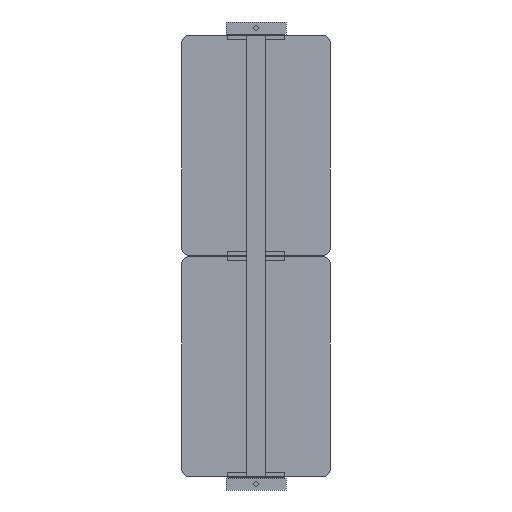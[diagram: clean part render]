
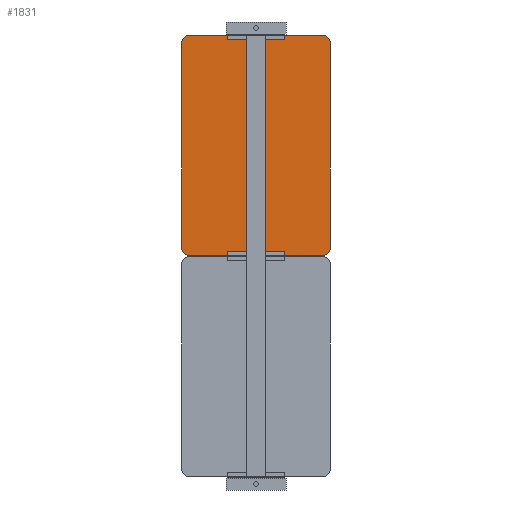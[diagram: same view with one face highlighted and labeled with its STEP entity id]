
A CAD part, front view. The second image highlights one B-rep face of the part: STEP entity #1831.
In plain terms, the highlighted planar face has unit normal (0, -1, 0).
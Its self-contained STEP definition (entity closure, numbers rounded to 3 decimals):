
#90=PLANE('',#2002);
#188=FACE_OUTER_BOUND('',#299,.T.);
#299=EDGE_LOOP('',(#1529,#1530,#1531,#1532,#1533,#1534,#1535,#1536));
#455=LINE('',#2951,#658);
#460=LINE('',#2964,#663);
#461=LINE('',#2966,#664);
#462=LINE('',#2969,#665);
#658=VECTOR('',#2367,10.);
#663=VECTOR('',#2382,10.);
#664=VECTOR('',#2383,10.);
#665=VECTOR('',#2386,10.);
#777=CIRCLE('',#1992,30.);
#781=CIRCLE('',#1999,30.);
#782=CIRCLE('',#2001,30.);
#783=CIRCLE('',#2003,30.);
#896=VERTEX_POINT('',#2930);
#897=VERTEX_POINT('',#2932);
#904=VERTEX_POINT('',#2950);
#905=VERTEX_POINT('',#2954);
#906=VERTEX_POINT('',#2958);
#907=VERTEX_POINT('',#2959);
#908=VERTEX_POINT('',#2965);
#909=VERTEX_POINT('',#2967);
#1113=EDGE_CURVE('',#896,#897,#777,.T.);
#1122=EDGE_CURVE('',#904,#897,#455,.T.);
#1124=EDGE_CURVE('',#904,#905,#781,.T.);
#1126=EDGE_CURVE('',#906,#907,#782,.T.);
#1129=EDGE_CURVE('',#907,#896,#460,.T.);
#1130=EDGE_CURVE('',#908,#906,#461,.T.);
#1131=EDGE_CURVE('',#909,#908,#783,.T.);
#1132=EDGE_CURVE('',#909,#905,#462,.T.);
#1529=ORIENTED_EDGE('',*,*,#1113,.F.);
#1530=ORIENTED_EDGE('',*,*,#1129,.F.);
#1531=ORIENTED_EDGE('',*,*,#1126,.F.);
#1532=ORIENTED_EDGE('',*,*,#1130,.F.);
#1533=ORIENTED_EDGE('',*,*,#1131,.F.);
#1534=ORIENTED_EDGE('',*,*,#1132,.T.);
#1535=ORIENTED_EDGE('',*,*,#1124,.F.);
#1536=ORIENTED_EDGE('',*,*,#1122,.T.);
#1831=ADVANCED_FACE('',(#188),#90,.T.);
#1992=AXIS2_PLACEMENT_3D('',#2933,#2350,#2351);
#1999=AXIS2_PLACEMENT_3D('',#2955,#2371,#2372);
#2001=AXIS2_PLACEMENT_3D('',#2960,#2376,#2377);
#2002=AXIS2_PLACEMENT_3D('',#2963,#2380,#2381);
#2003=AXIS2_PLACEMENT_3D('',#2968,#2384,#2385);
#2350=DIRECTION('center_axis',(0.,1.,0.));
#2351=DIRECTION('ref_axis',(-0.707,0.,-0.707));
#2367=DIRECTION('',(0.,0.,-1.));
#2371=DIRECTION('center_axis',(0.,1.,0.));
#2372=DIRECTION('ref_axis',(-0.707,0.,0.707));
#2376=DIRECTION('center_axis',(0.,1.,0.));
#2377=DIRECTION('ref_axis',(0.707,0.,-0.707));
#2380=DIRECTION('center_axis',(0.,-1.,0.));
#2381=DIRECTION('ref_axis',(-1.,0.,0.));
#2382=DIRECTION('',(-1.,0.,0.));
#2383=DIRECTION('',(0.,0.,-1.));
#2384=DIRECTION('center_axis',(0.,1.,0.));
#2385=DIRECTION('ref_axis',(0.707,0.,0.707));
#2386=DIRECTION('',(-1.,0.,0.));
#2930=CARTESIAN_POINT('',(-280.,394.,2.7));
#2932=CARTESIAN_POINT('',(-310.,394.,32.7));
#2933=CARTESIAN_POINT('Origin',(-280.,394.,32.7));
#2950=CARTESIAN_POINT('',(-310.,394.,888.5));
#2951=CARTESIAN_POINT('',(-310.,394.,918.5));
#2954=CARTESIAN_POINT('',(-280.,394.,918.5));
#2955=CARTESIAN_POINT('Origin',(-280.,394.,888.5));
#2958=CARTESIAN_POINT('',(310.,394.,32.7));
#2959=CARTESIAN_POINT('',(280.,394.,2.7));
#2960=CARTESIAN_POINT('Origin',(280.,394.,32.7));
#2963=CARTESIAN_POINT('Origin',(310.,394.,918.5));
#2964=CARTESIAN_POINT('',(155.,394.,2.7));
#2965=CARTESIAN_POINT('',(310.,394.,888.5));
#2966=CARTESIAN_POINT('',(310.,394.,918.5));
#2967=CARTESIAN_POINT('',(280.,394.,918.5));
#2968=CARTESIAN_POINT('Origin',(280.,394.,888.5));
#2969=CARTESIAN_POINT('',(310.,394.,918.5));
